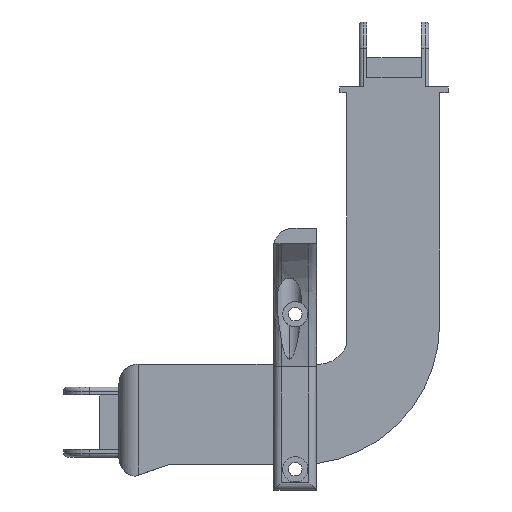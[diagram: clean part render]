
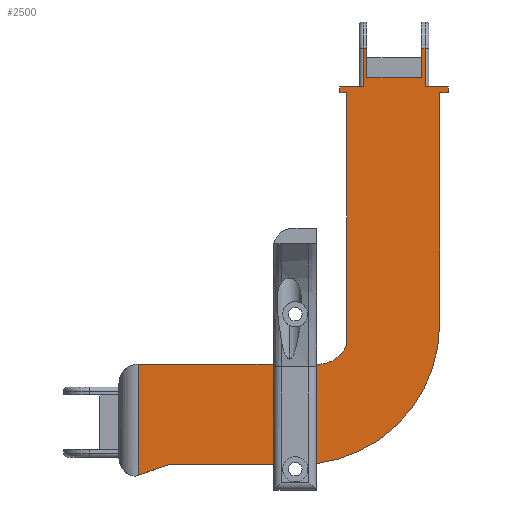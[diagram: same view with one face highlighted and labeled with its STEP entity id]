
A CAD part, left-side view. The second image highlights one B-rep face of the part: STEP entity #2500.
In plain terms, the highlighted planar face has unit normal (-1, 0, 0).
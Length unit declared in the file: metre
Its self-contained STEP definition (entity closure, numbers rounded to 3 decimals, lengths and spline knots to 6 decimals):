
#127=LINE('',#3898,#377);
#135=LINE('',#3915,#385);
#144=LINE('',#3934,#394);
#152=LINE('',#3951,#402);
#243=LINE('',#4217,#493);
#244=LINE('',#4219,#494);
#245=LINE('',#4220,#495);
#246=LINE('',#4222,#496);
#247=LINE('',#4224,#497);
#248=LINE('',#4225,#498);
#249=LINE('',#4227,#499);
#250=LINE('',#4229,#500);
#251=LINE('',#4231,#501);
#252=LINE('',#4233,#502);
#253=LINE('',#4235,#503);
#254=LINE('',#4237,#504);
#255=LINE('',#4239,#505);
#256=LINE('',#4241,#506);
#257=LINE('',#4243,#507);
#258=LINE('',#4245,#508);
#259=LINE('',#4247,#509);
#260=LINE('',#4249,#510);
#261=LINE('',#4252,#511);
#262=LINE('',#4254,#512);
#263=LINE('',#4256,#513);
#264=LINE('',#4258,#514);
#377=VECTOR('',#2931,1.);
#385=VECTOR('',#2941,1.);
#394=VECTOR('',#2952,1.);
#402=VECTOR('',#2962,1.);
#493=VECTOR('',#3205,1.);
#494=VECTOR('',#3206,1.);
#495=VECTOR('',#3207,1.);
#496=VECTOR('',#3208,1.);
#497=VECTOR('',#3209,1.);
#498=VECTOR('',#3210,1.);
#499=VECTOR('',#3211,1.);
#500=VECTOR('',#3212,1.);
#501=VECTOR('',#3213,1.);
#502=VECTOR('',#3214,1.);
#503=VECTOR('',#3215,1.);
#504=VECTOR('',#3216,1.);
#505=VECTOR('',#3217,1.);
#506=VECTOR('',#3218,1.);
#507=VECTOR('',#3219,1.);
#508=VECTOR('',#3220,1.);
#509=VECTOR('',#3221,1.);
#510=VECTOR('',#3222,1.);
#511=VECTOR('',#3225,1.);
#512=VECTOR('',#3226,1.);
#513=VECTOR('',#3227,1.);
#514=VECTOR('',#3228,1.);
#954=ORIENTED_EDGE('',*,*,#1529,.T.);
#955=ORIENTED_EDGE('',*,*,#1530,.T.);
#956=ORIENTED_EDGE('',*,*,#1404,.F.);
#957=ORIENTED_EDGE('',*,*,#1531,.T.);
#958=ORIENTED_EDGE('',*,*,#1532,.F.);
#959=ORIENTED_EDGE('',*,*,#1396,.T.);
#960=ORIENTED_EDGE('',*,*,#1533,.T.);
#961=ORIENTED_EDGE('',*,*,#1534,.T.);
#962=ORIENTED_EDGE('',*,*,#1535,.F.);
#963=ORIENTED_EDGE('',*,*,#1414,.F.);
#964=ORIENTED_EDGE('',*,*,#1379,.T.);
#965=ORIENTED_EDGE('',*,*,#1536,.T.);
#966=ORIENTED_EDGE('',*,*,#1537,.T.);
#967=ORIENTED_EDGE('',*,*,#1538,.T.);
#968=ORIENTED_EDGE('',*,*,#1539,.T.);
#969=ORIENTED_EDGE('',*,*,#1540,.T.);
#970=ORIENTED_EDGE('',*,*,#1541,.F.);
#971=ORIENTED_EDGE('',*,*,#1542,.F.);
#972=ORIENTED_EDGE('',*,*,#1543,.T.);
#973=ORIENTED_EDGE('',*,*,#1544,.T.);
#974=ORIENTED_EDGE('',*,*,#1545,.T.);
#975=ORIENTED_EDGE('',*,*,#1546,.T.);
#976=ORIENTED_EDGE('',*,*,#1547,.F.);
#977=ORIENTED_EDGE('',*,*,#1548,.T.);
#978=ORIENTED_EDGE('',*,*,#1387,.F.);
#979=ORIENTED_EDGE('',*,*,#1549,.T.);
#980=ORIENTED_EDGE('',*,*,#1550,.F.);
#981=ORIENTED_EDGE('',*,*,#1551,.T.);
#982=ORIENTED_EDGE('',*,*,#1552,.T.);
#983=ORIENTED_EDGE('',*,*,#1553,.T.);
#1379=EDGE_CURVE('',#1720,#1718,#127,.T.);
#1387=EDGE_CURVE('',#1727,#1728,#135,.T.);
#1396=EDGE_CURVE('',#1737,#1736,#144,.T.);
#1404=EDGE_CURVE('',#1744,#1745,#152,.T.);
#1414=EDGE_CURVE('',#1720,#1753,#1936,.T.);
#1529=EDGE_CURVE('',#1838,#1838,#1966,.T.);
#1530=EDGE_CURVE('',#1839,#1839,#1967,.T.);
#1531=EDGE_CURVE('',#1744,#1840,#243,.F.);
#1532=EDGE_CURVE('',#1737,#1840,#244,.T.);
#1533=EDGE_CURVE('',#1736,#1841,#245,.T.);
#1534=EDGE_CURVE('',#1841,#1842,#246,.T.);
#1535=EDGE_CURVE('',#1753,#1842,#247,.T.);
#1536=EDGE_CURVE('',#1718,#1843,#248,.T.);
#1537=EDGE_CURVE('',#1843,#1844,#249,.T.);
#1538=EDGE_CURVE('',#1844,#1845,#250,.T.);
#1539=EDGE_CURVE('',#1845,#1846,#251,.T.);
#1540=EDGE_CURVE('',#1846,#1847,#252,.T.);
#1541=EDGE_CURVE('',#1848,#1847,#253,.T.);
#1542=EDGE_CURVE('',#1849,#1848,#254,.T.);
#1543=EDGE_CURVE('',#1849,#1850,#255,.T.);
#1544=EDGE_CURVE('',#1850,#1851,#256,.T.);
#1545=EDGE_CURVE('',#1851,#1852,#257,.F.);
#1546=EDGE_CURVE('',#1852,#1853,#258,.T.);
#1547=EDGE_CURVE('',#1854,#1853,#259,.T.);
#1548=EDGE_CURVE('',#1854,#1728,#260,.T.);
#1549=EDGE_CURVE('',#1727,#1855,#1968,.T.);
#1550=EDGE_CURVE('',#1856,#1855,#261,.T.);
#1551=EDGE_CURVE('',#1856,#1857,#262,.T.);
#1552=EDGE_CURVE('',#1857,#1858,#263,.T.);
#1553=EDGE_CURVE('',#1858,#1745,#264,.T.);
#1718=VERTEX_POINT('',#3896);
#1720=VERTEX_POINT('',#3899);
#1727=VERTEX_POINT('',#3914);
#1728=VERTEX_POINT('',#3916);
#1736=VERTEX_POINT('',#3933);
#1737=VERTEX_POINT('',#3935);
#1744=VERTEX_POINT('',#3950);
#1745=VERTEX_POINT('',#3952);
#1753=VERTEX_POINT('',#3969);
#1838=VERTEX_POINT('',#4214);
#1839=VERTEX_POINT('',#4216);
#1840=VERTEX_POINT('',#4218);
#1841=VERTEX_POINT('',#4221);
#1842=VERTEX_POINT('',#4223);
#1843=VERTEX_POINT('',#4226);
#1844=VERTEX_POINT('',#4228);
#1845=VERTEX_POINT('',#4230);
#1846=VERTEX_POINT('',#4232);
#1847=VERTEX_POINT('',#4234);
#1848=VERTEX_POINT('',#4236);
#1849=VERTEX_POINT('',#4238);
#1850=VERTEX_POINT('',#4240);
#1851=VERTEX_POINT('',#4242);
#1852=VERTEX_POINT('',#4244);
#1853=VERTEX_POINT('',#4246);
#1854=VERTEX_POINT('',#4248);
#1855=VERTEX_POINT('',#4251);
#1856=VERTEX_POINT('',#4253);
#1857=VERTEX_POINT('',#4255);
#1858=VERTEX_POINT('',#4257);
#1936=CIRCLE('',#2638,0.036292);
#1966=CIRCLE('',#2710,0.00175);
#1967=CIRCLE('',#2711,0.00175);
#1968=CIRCLE('',#2712,0.007708);
#2097=EDGE_LOOP('',(#954));
#2098=EDGE_LOOP('',(#955));
#2099=EDGE_LOOP('',(#956,#957,#958,#959,#960,#961,#962,#963,#964,#965,#966,
#967,#968,#969,#970,#971,#972,#973,#974,#975,#976,#977,#978,#979,#980,#981,
#982,#983));
#2272=FACE_BOUND('',#2097,.T.);
#2273=FACE_BOUND('',#2098,.T.);
#2274=FACE_BOUND('',#2099,.T.);
#2389=PLANE('',#2709);
#2500=ADVANCED_FACE('',(#2272,#2273,#2274),#2389,.F.);
#2638=AXIS2_PLACEMENT_3D('',#3971,#2975,#2976);
#2709=AXIS2_PLACEMENT_3D('',#4212,#3199,#3200);
#2710=AXIS2_PLACEMENT_3D('',#4213,#3201,#3202);
#2711=AXIS2_PLACEMENT_3D('',#4215,#3203,#3204);
#2712=AXIS2_PLACEMENT_3D('',#4250,#3223,#3224);
#2931=DIRECTION('',(0.,0.,1.));
#2941=DIRECTION('',(0.,0.,1.));
#2952=DIRECTION('',(0.,-1.,0.));
#2962=DIRECTION('',(0.,-1.,0.));
#2975=DIRECTION('',(1.,0.,0.));
#2976=DIRECTION('',(0.,0.,-1.));
#3199=DIRECTION('',(1.,0.,0.));
#3200=DIRECTION('',(0.,1.,0.));
#3201=DIRECTION('',(1.,0.,0.));
#3202=DIRECTION('',(0.,0.,-1.));
#3203=DIRECTION('',(1.,0.,0.));
#3204=DIRECTION('',(0.,0.,-1.));
#3205=DIRECTION('',(0.,0.,1.));
#3206=DIRECTION('',(0.,0.946,-0.324));
#3207=DIRECTION('',(0.,0.,-1.));
#3208=DIRECTION('',(0.,-1.,0.));
#3209=DIRECTION('',(0.,0.001,-1.));
#3210=DIRECTION('',(0.,-1.,0.));
#3211=DIRECTION('',(0.,0.,1.));
#3212=DIRECTION('',(0.,1.,0.));
#3213=DIRECTION('',(0.,0.,1.));
#3214=DIRECTION('',(0.,1.,0.));
#3215=DIRECTION('',(0.,0.,1.));
#3216=DIRECTION('',(0.,-1.,0.));
#3217=DIRECTION('',(0.,0.,1.));
#3218=DIRECTION('',(0.,1.,0.));
#3219=DIRECTION('',(0.,0.,1.));
#3220=DIRECTION('',(0.,1.,0.));
#3221=DIRECTION('',(0.,0.,1.));
#3222=DIRECTION('',(0.,-1.,0.));
#3223=DIRECTION('',(1.,0.,0.));
#3224=DIRECTION('',(0.,0.,-1.));
#3225=DIRECTION('',(0.,-1.,0.));
#3226=DIRECTION('',(0.,0.,1.));
#3227=DIRECTION('',(0.,1.,0.));
#3228=DIRECTION('',(0.,0.,-1.));
#3896=CARTESIAN_POINT('',(0.,-0.082753,0.039));
#3898=CARTESIAN_POINT('',(0.,-0.082753,0.02));
#3899=CARTESIAN_POINT('',(0.,-0.082753,-0.020713));
#3914=CARTESIAN_POINT('',(0.,-0.058776,-0.025914));
#3915=CARTESIAN_POINT('',(0.,-0.058776,-0.012957));
#3916=CARTESIAN_POINT('',(0.,-0.058776,0.039));
#3933=CARTESIAN_POINT('',(0.,-0.04,-0.057005));
#3934=CARTESIAN_POINT('',(0.,-0.043231,-0.057005));
#3935=CARTESIAN_POINT('',(0.,-0.012753,-0.057005));
#3950=CARTESIAN_POINT('',(0.,-0.005,-0.031056));
#3951=CARTESIAN_POINT('',(0.,-0.006377,-0.031056));
#3952=CARTESIAN_POINT('',(0.,-0.040046,-0.031056));
#3969=CARTESIAN_POINT('',(0.,-0.051004,-0.056719));
#3971=CARTESIAN_POINT('',(0.,-0.046461,-0.020713));
#4212=CARTESIAN_POINT('',(0.,-0.041377,-0.011757));
#4213=CARTESIAN_POINT('',(0.,-0.0455,-0.058151));
#4214=CARTESIAN_POINT('',(0.,-0.0455,-0.059901));
#4215=CARTESIAN_POINT('',(0.,-0.0455,-0.018151));
#4216=CARTESIAN_POINT('',(0.,-0.0455,-0.019901));
#4217=CARTESIAN_POINT('',(0.,-0.005,-0.011757));
#4218=CARTESIAN_POINT('',(0.,-0.005,-0.05966));
#4219=CARTESIAN_POINT('',(0.,-0.008369,-0.058506));
#4220=CARTESIAN_POINT('',(0.,-0.04,-0.06026));
#4221=CARTESIAN_POINT('',(0.,-0.04,-0.063515));
#4222=CARTESIAN_POINT('',(0.,-0.0455,-0.063515));
#4223=CARTESIAN_POINT('',(0.,-0.051,-0.063515));
#4224=CARTESIAN_POINT('',(0.,-0.051002,-0.060117));
#4225=CARTESIAN_POINT('',(0.,-0.063,0.039));
#4226=CARTESIAN_POINT('',(0.,-0.085,0.039));
#4227=CARTESIAN_POINT('',(0.,-0.085,0.039));
#4228=CARTESIAN_POINT('',(0.,-0.085,0.0405));
#4229=CARTESIAN_POINT('',(0.,-0.0825,0.0405));
#4230=CARTESIAN_POINT('',(0.,-0.079,0.0405));
#4231=CARTESIAN_POINT('',(0.,-0.079,0.04675));
#4232=CARTESIAN_POINT('',(0.,-0.079,0.0505));
#4233=CARTESIAN_POINT('',(0.,-0.08,0.0505));
#4234=CARTESIAN_POINT('',(0.,-0.078,0.0505));
#4235=CARTESIAN_POINT('',(0.,-0.078,0.04675));
#4236=CARTESIAN_POINT('',(0.,-0.078,0.043));
#4237=CARTESIAN_POINT('',(0.,-0.062,0.043));
#4238=CARTESIAN_POINT('',(0.,-0.064,0.043));
#4239=CARTESIAN_POINT('',(0.,-0.064,0.04675));
#4240=CARTESIAN_POINT('',(0.,-0.064,0.0505));
#4241=CARTESIAN_POINT('',(0.,-0.064,0.0505));
#4242=CARTESIAN_POINT('',(0.,-0.063,0.0505));
#4243=CARTESIAN_POINT('',(0.,-0.063,0.0405));
#4244=CARTESIAN_POINT('',(0.,-0.063,0.0405));
#4245=CARTESIAN_POINT('',(0.,-0.0595,0.0405));
#4246=CARTESIAN_POINT('',(0.,-0.057,0.0405));
#4247=CARTESIAN_POINT('',(0.,-0.057,0.039));
#4248=CARTESIAN_POINT('',(0.,-0.057,0.039));
#4249=CARTESIAN_POINT('',(0.,-0.063,0.039));
#4250=CARTESIAN_POINT('',(0.,-0.051507,-0.023348));
#4251=CARTESIAN_POINT('',(0.,-0.051507,-0.031056));
#4252=CARTESIAN_POINT('',(0.,-0.051232,-0.031056));
#4253=CARTESIAN_POINT('',(0.,-0.050958,-0.031056));
#4254=CARTESIAN_POINT('',(0.,-0.050958,-0.020477));
#4255=CARTESIAN_POINT('',(0.,-0.050958,-0.009898));
#4256=CARTESIAN_POINT('',(0.,-0.045502,-0.009898));
#4257=CARTESIAN_POINT('',(0.,-0.040046,-0.009898));
#4258=CARTESIAN_POINT('',(0.,-0.040046,-0.020477));
